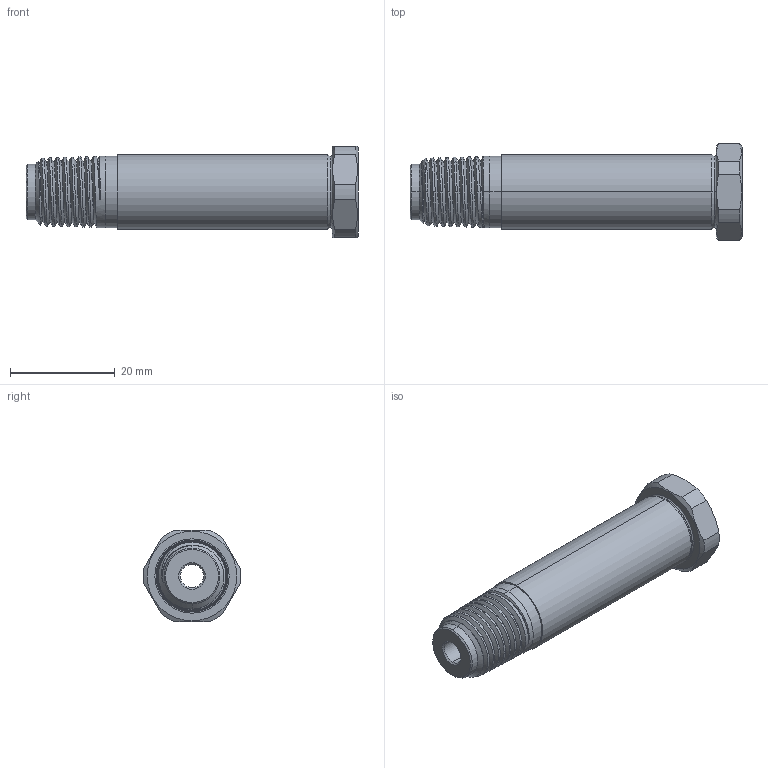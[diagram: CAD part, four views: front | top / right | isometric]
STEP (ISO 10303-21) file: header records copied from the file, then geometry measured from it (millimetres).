
FILE_DESCRIPTION (( 'STEP AP203' ), '1' );
FILE_NAME ('NIP-32SS-4M-40.STEP', '2025-09-26T12:48:06', ( '' ), ( '' ), 'SwSTEP 2.0', 'SolidWorks 2018', '' );
FILE_SCHEMA (( 'CONFIG_CONTROL_DESIGN' ));
Length unit declared in the file: inch
Products named in the file (1): NIP-32SS-4M-40
Bounding box: 63.5 x 18.67 x 17.46 mm (x, y, z)
Volume: 8956.4 mm3; surface area: 4442.4 mm2
Topology: 1 solids, 1 shells, 67 faces, 168 edges, 106 vertices
Faces by surface type: cone 35, cylinder 14, plane 11, torus 4, bspline 3
Entity records: 5903 total; most frequent: CARTESIAN_POINT 4294, ORIENTED_EDGE 336, DIRECTION 295, EDGE_CURVE 168, AXIS2_PLACEMENT_3D 120, VERTEX_POINT 106, EDGE_LOOP 72, FACE_OUTER_BOUND 67
